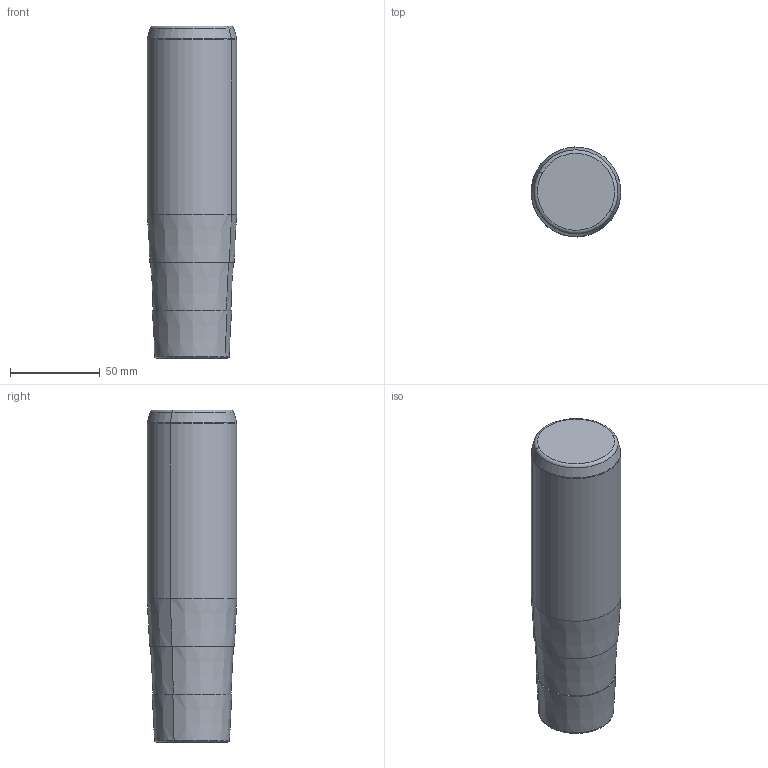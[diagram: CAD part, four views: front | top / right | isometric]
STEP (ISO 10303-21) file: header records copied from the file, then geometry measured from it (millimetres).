
FILE_DESCRIPTION(('CATIA V5 STEP Exchange'),'2;1');
FILE_NAME('RDCO104.50185.stp','2017-03-06T18:40:49+00:00',('none'),('none'),'CATIA Version 5 Release 19 GA (IN-10)','CATIA V5 STEP AP203','none');
FILE_SCHEMA(('CONFIG_CONTROL_DESIGN'));
Length unit declared in the file: millimetre
Products named in the file (1): RDCO104.50185
Bounding box: 49.99 x 49.99 x 185 mm (x, y, z)
Volume: 333867.5 mm3; surface area: 31636.2 mm2
Topology: 1 solids, 1 shells, 23 faces, 47 edges, 33 vertices
Faces by surface type: cone 8, torus 6, plane 5, cylinder 4
Entity records: 596 total; most frequent: CARTESIAN_POINT 97, ORIENTED_EDGE 88, DIRECTION 79, AXIS2_PLACEMENT_3D 49, EDGE_CURVE 44, CIRCLE 32, EDGE_LOOP 26, VERTEX_POINT 26
